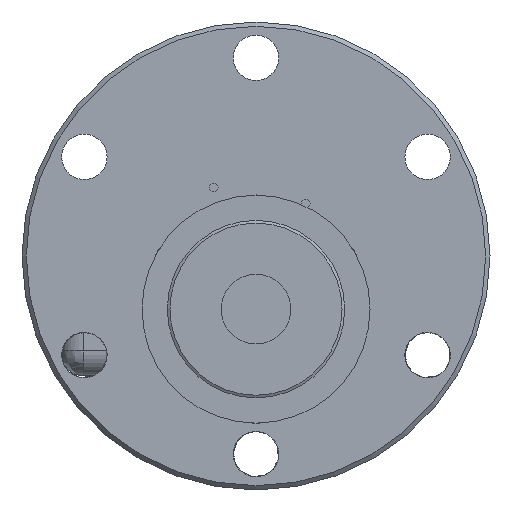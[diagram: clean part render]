
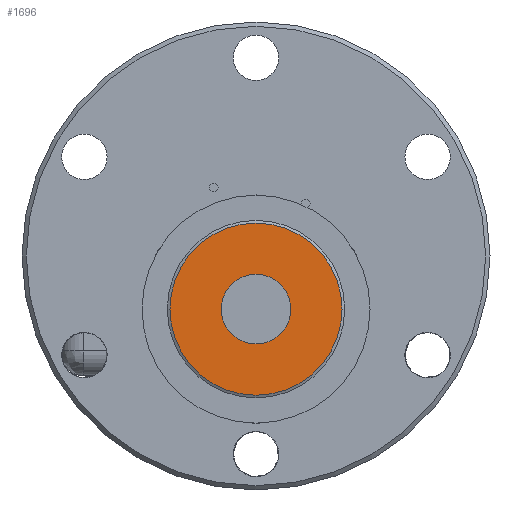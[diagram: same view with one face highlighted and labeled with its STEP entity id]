
A CAD part, front view. The second image highlights one B-rep face of the part: STEP entity #1696.
In plain terms, the highlighted face is planar.
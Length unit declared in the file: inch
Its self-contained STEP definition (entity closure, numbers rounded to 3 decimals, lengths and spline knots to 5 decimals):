
#774=FACE_BOUND('',#2713,.T.);
#775=FACE_BOUND('',#2714,.T.);
#1307=PLANE('',#8662);
#1696=ADVANCED_FACE('',(#774,#775),#1307,.T.);
#2713=EDGE_LOOP('',(#4620));
#2714=EDGE_LOOP('',(#4621));
#3240=CIRCLE('',#8659,0.203);
#3241=CIRCLE('',#8661,0.502);
#4620=ORIENTED_EDGE('',*,*,#6721,.T.);
#4621=ORIENTED_EDGE('',*,*,#6720,.T.);
#5817=VERTEX_POINT('',#14270);
#5818=VERTEX_POINT('',#14273);
#6720=EDGE_CURVE('',#5817,#5817,#3240,.T.);
#6721=EDGE_CURVE('',#5818,#5818,#3241,.T.);
#8659=AXIS2_PLACEMENT_3D('',#14269,#10255,#10256);
#8661=AXIS2_PLACEMENT_3D('',#14272,#10259,#10260);
#8662=AXIS2_PLACEMENT_3D('',#14274,#10261,#10262);
#10255=DIRECTION('',(1.,0.,0.));
#10256=DIRECTION('',(0.,0.,-1.));
#10259=DIRECTION('',(-1.,0.,0.));
#10260=DIRECTION('',(0.,0.,1.));
#10261=DIRECTION('',(-1.,0.,0.));
#10262=DIRECTION('',(0.,-1.,0.));
#14269=CARTESIAN_POINT('',(-21.33101,0.00003,-0.04789));
#14270=CARTESIAN_POINT('',(-21.331,0.00003,-0.25089));
#14272=CARTESIAN_POINT('',(-21.33101,0.00003,-0.04789));
#14273=CARTESIAN_POINT('',(-21.33101,0.00003,0.45411));
#14274=CARTESIAN_POINT('',(-21.33101,-0.55217,0.50431));
